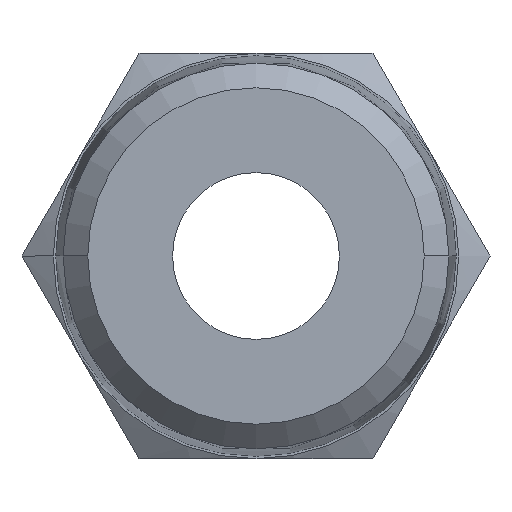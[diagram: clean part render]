
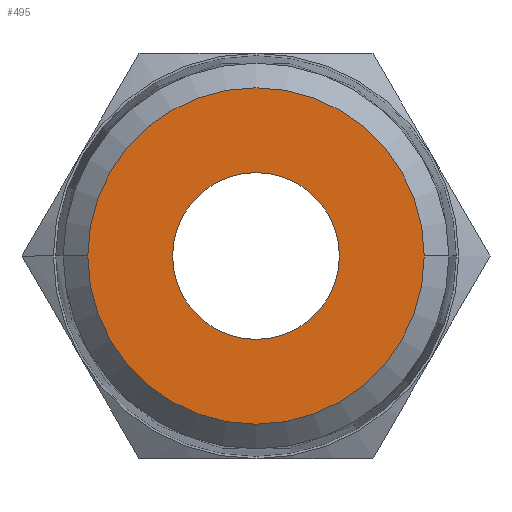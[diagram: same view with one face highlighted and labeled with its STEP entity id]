
A CAD part, front view. The second image highlights one B-rep face of the part: STEP entity #495.
In plain terms, the highlighted planar face has unit normal (0, -1, 0).
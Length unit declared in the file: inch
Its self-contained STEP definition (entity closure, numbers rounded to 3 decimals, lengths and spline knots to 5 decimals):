
#11 = ORIENTED_EDGE ( 'NONE', *, *, #453, .F. ) ;
#33 = DIRECTION ( 'NONE',  ( 0., 1., 0. ) ) ;
#43 = CARTESIAN_POINT ( 'NONE',  ( 0., 0., 0. ) ) ;
#73 = AXIS2_PLACEMENT_3D ( 'NONE', #548, #540, #530 ) ;
#229 = FACE_OUTER_BOUND ( 'NONE', #522, .T. ) ;
#452 = DIRECTION ( 'NONE',  ( 0., 1., 0. ) ) ;
#453 = EDGE_CURVE ( 'NONE', #2250, #1163, #1434, .T. ) ;
#495 = ADVANCED_FACE ( 'NONE', ( #2366, #229 ), #1178, .T. ) ;
#522 = EDGE_LOOP ( 'NONE', ( #1104, #11 ) ) ;
#530 = DIRECTION ( 'NONE',  ( -1., 0., 0. ) ) ;
#540 = DIRECTION ( 'NONE',  ( 0., 1., 0. ) ) ;
#542 = EDGE_CURVE ( 'NONE', #1163, #2250, #2264, .T. ) ;
#548 = CARTESIAN_POINT ( 'NONE',  ( 0., 0., 0. ) ) ;
#667 = ORIENTED_EDGE ( 'NONE', *, *, #745, .T. ) ;
#745 = EDGE_CURVE ( 'NONE', #1138, #1766, #1771, .T. ) ;
#762 = DIRECTION ( 'NONE',  ( -1., 0., 0. ) ) ;
#787 = CARTESIAN_POINT ( 'NONE',  ( -0.1378, 0., 0. ) ) ;
#823 = CARTESIAN_POINT ( 'NONE',  ( 0., 0., 0. ) ) ;
#849 = DIRECTION ( 'NONE',  ( -1., 0., 0. ) ) ;
#863 = DIRECTION ( 'NONE',  ( 0., 1., 0. ) ) ;
#869 = ORIENTED_EDGE ( 'NONE', *, *, #954, .T. ) ;
#870 = CARTESIAN_POINT ( 'NONE',  ( 0., 0., 0. ) ) ;
#923 = CARTESIAN_POINT ( 'NONE',  ( 0.1378, 0., 0. ) ) ;
#954 = EDGE_CURVE ( 'NONE', #1766, #1138, #1381, .T. ) ;
#1025 = DIRECTION ( 'NONE',  ( 0., 0., -1. ) ) ;
#1054 = DIRECTION ( 'NONE',  ( 0., -1., 0. ) ) ;
#1068 = CARTESIAN_POINT ( 'NONE',  ( -0.2078, 0., 0. ) ) ;
#1104 = ORIENTED_EDGE ( 'NONE', *, *, #542, .F. ) ;
#1138 = VERTEX_POINT ( 'NONE', #787 ) ;
#1163 = VERTEX_POINT ( 'NONE', #1576 ) ;
#1173 = AXIS2_PLACEMENT_3D ( 'NONE', #1068, #1054, #1025 ) ;
#1178 = PLANE ( 'NONE',  #1173 ) ;
#1243 = EDGE_LOOP ( 'NONE', ( #667, #869 ) ) ;
#1303 = AXIS2_PLACEMENT_3D ( 'NONE', #870, #863, #849 ) ;
#1349 = AXIS2_PLACEMENT_3D ( 'NONE', #823, #452, #762 ) ;
#1381 = CIRCLE ( 'NONE', #73, 0.1378 ) ;
#1434 = CIRCLE ( 'NONE', #1349, 0.2778 ) ;
#1523 = CARTESIAN_POINT ( 'NONE',  ( 0.2778, 0., 0. ) ) ;
#1576 = CARTESIAN_POINT ( 'NONE',  ( -0.2778, 0., 0. ) ) ;
#1766 = VERTEX_POINT ( 'NONE', #923 ) ;
#1771 = CIRCLE ( 'NONE', #1909, 0.1378 ) ;
#1909 = AXIS2_PLACEMENT_3D ( 'NONE', #43, #33, #2396 ) ;
#2250 = VERTEX_POINT ( 'NONE', #1523 ) ;
#2264 = CIRCLE ( 'NONE', #1303, 0.2778 ) ;
#2366 = FACE_BOUND ( 'NONE', #1243, .T. ) ;
#2396 = DIRECTION ( 'NONE',  ( -1., 0., 0. ) ) ;
